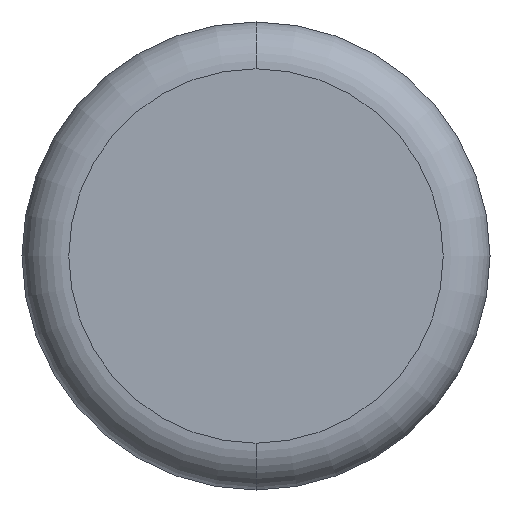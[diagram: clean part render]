
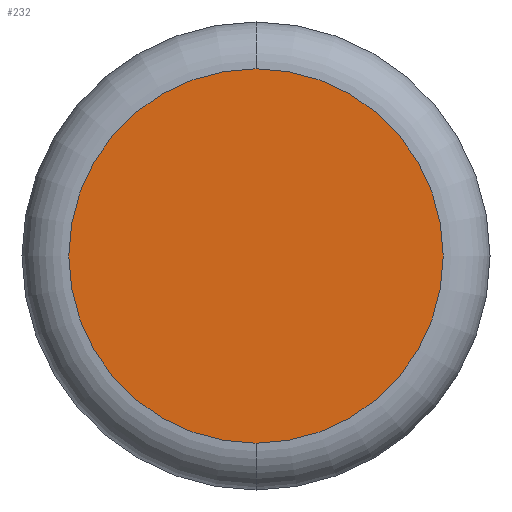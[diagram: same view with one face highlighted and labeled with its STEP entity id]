
A CAD part, front view. The second image highlights one B-rep face of the part: STEP entity #232.
In plain terms, the highlighted planar face has unit normal (0, -1, 0).
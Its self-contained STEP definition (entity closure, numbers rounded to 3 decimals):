
#7 = ORIENTED_EDGE ( 'NONE', *, *, #108, .T. ) ;
#13 = DIRECTION ( 'NONE',  ( 0., 0., -1. ) ) ;
#21 = DIRECTION ( 'NONE',  ( 0., 0., -1. ) ) ;
#23 = VERTEX_POINT ( 'NONE', #150 ) ;
#45 = AXIS2_PLACEMENT_3D ( 'NONE', #301, #267, #13 ) ;
#54 = EDGE_LOOP ( 'NONE', ( #7, #199 ) ) ;
#95 = PLANE ( 'NONE',  #345 ) ;
#108 = EDGE_CURVE ( 'NONE', #286, #23, #132, .T. ) ;
#130 = FACE_OUTER_BOUND ( 'NONE', #54, .T. ) ;
#132 = CIRCLE ( 'NONE', #45, 4. ) ;
#150 = CARTESIAN_POINT ( 'NONE',  ( 0., 0., 4. ) ) ;
#154 = DIRECTION ( 'NONE',  ( 0., -1., 0. ) ) ;
#182 = CIRCLE ( 'NONE', #224, 4. ) ;
#199 = ORIENTED_EDGE ( 'NONE', *, *, #317, .T. ) ;
#224 = AXIS2_PLACEMENT_3D ( 'NONE', #284, #277, #21 ) ;
#232 = ADVANCED_FACE ( 'NONE', ( #130 ), #95, .T. ) ;
#267 = DIRECTION ( 'NONE',  ( 0., -1., 0. ) ) ;
#277 = DIRECTION ( 'NONE',  ( 0., -1., 0. ) ) ;
#284 = CARTESIAN_POINT ( 'NONE',  ( 0., 0., 0. ) ) ;
#286 = VERTEX_POINT ( 'NONE', #294 ) ;
#294 = CARTESIAN_POINT ( 'NONE',  ( 0., 0., -4. ) ) ;
#295 = DIRECTION ( 'NONE',  ( 0., 0., -1. ) ) ;
#301 = CARTESIAN_POINT ( 'NONE',  ( 0., 0., 0. ) ) ;
#317 = EDGE_CURVE ( 'NONE', #23, #286, #182, .T. ) ;
#327 = CARTESIAN_POINT ( 'NONE',  ( 0., 0., 0. ) ) ;
#345 = AXIS2_PLACEMENT_3D ( 'NONE', #327, #154, #295 ) ;
